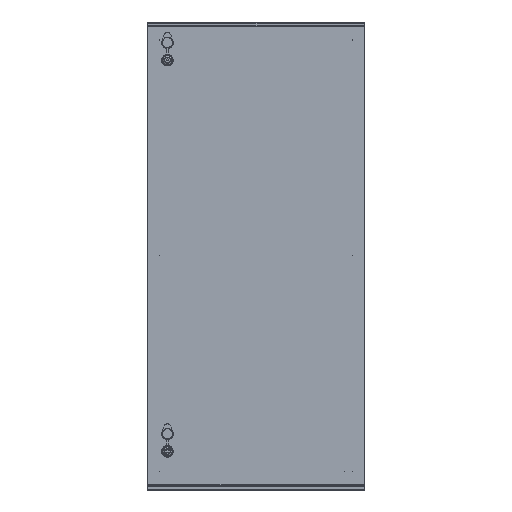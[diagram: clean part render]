
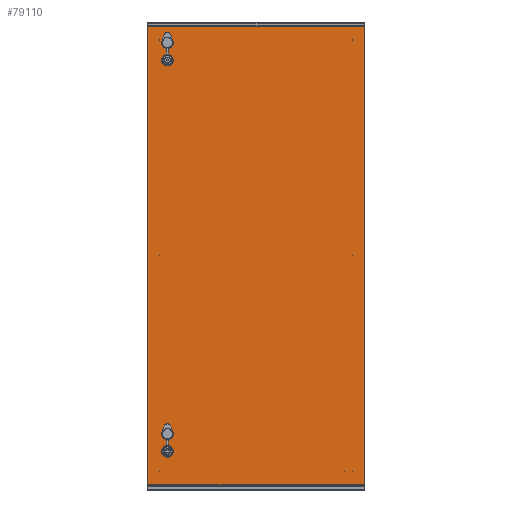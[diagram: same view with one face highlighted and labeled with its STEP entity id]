
A CAD part, top view. The second image highlights one B-rep face of the part: STEP entity #79110.
In plain terms, the highlighted planar face has unit normal (0, 0, 1).
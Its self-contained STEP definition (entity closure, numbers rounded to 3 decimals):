
#93 = DIRECTION ( 'NONE',  ( 0., 0., 1. ) ) ;
#1885 = CARTESIAN_POINT ( 'NONE',  ( -264.634, 585.5, 140.8 ) ) ;
#2068 = VECTOR ( 'NONE', #19873, 1000. ) ;
#2105 = DIRECTION ( 'NONE',  ( 0., 0., -1. ) ) ;
#2216 = DIRECTION ( 'NONE',  ( 0., -1., 0. ) ) ;
#2414 = ORIENTED_EDGE ( 'NONE', *, *, #94523, .F. ) ;
#2526 = EDGE_LOOP ( 'NONE', ( #105834 ) ) ;
#4462 = CARTESIAN_POINT ( 'NONE',  ( -289.034, -644.5, 140.8 ) ) ;
#5295 = ORIENTED_EDGE ( 'NONE', *, *, #56914, .F. ) ;
#5439 = ORIENTED_EDGE ( 'NONE', *, *, #52796, .F. ) ;
#5883 = VERTEX_POINT ( 'NONE', #41708 ) ;
#6680 = DIRECTION ( 'NONE',  ( -1., 0., 0. ) ) ;
#7027 = CARTESIAN_POINT ( 'NONE',  ( -289.534, 0.5, 140.8 ) ) ;
#7296 = VERTEX_POINT ( 'NONE', #66799 ) ;
#8265 = VERTEX_POINT ( 'NONE', #83300 ) ;
#8714 = CIRCLE ( 'NONE', #70024, 17.5 ) ;
#8984 = LINE ( 'NONE', #26029, #71109 ) ;
#10232 = EDGE_CURVE ( 'NONE', #63139, #63139, #8714, .T. ) ;
#10251 = FACE_BOUND ( 'NONE', #66246, .T. ) ;
#10385 = DIRECTION ( 'NONE',  ( 0., 1., 0. ) ) ;
#10635 = EDGE_CURVE ( 'NONE', #60551, #60551, #91960, .T. ) ;
#10651 = CIRCLE ( 'NONE', #73653, 0.5 ) ;
#11336 = CARTESIAN_POINT ( 'NONE',  ( 0.366, 685.5, 140.8 ) ) ;
#11646 = LINE ( 'NONE', #31383, #53959 ) ;
#12822 = CIRCLE ( 'NONE', #30195, 0.5 ) ;
#12838 = FACE_BOUND ( 'NONE', #25086, .T. ) ;
#12950 = DIRECTION ( 'NONE',  ( -1., 0., 0. ) ) ;
#15917 = AXIS2_PLACEMENT_3D ( 'NONE', #50740, #93, #59243 ) ;
#15985 = EDGE_CURVE ( 'NONE', #5883, #108799, #11646, .T. ) ;
#16392 = EDGE_CURVE ( 'NONE', #63039, #63039, #77770, .T. ) ;
#17245 = EDGE_CURVE ( 'NONE', #34716, #21150, #78903, .T. ) ;
#17394 = CARTESIAN_POINT ( 'NONE',  ( -264.634, -584.5, 140.8 ) ) ;
#17862 = DIRECTION ( 'NONE',  ( -1., 0., 0. ) ) ;
#18211 = CIRCLE ( 'NONE', #108092, 0.5 ) ;
#19873 = DIRECTION ( 'NONE',  ( 1., 0., 0. ) ) ;
#20244 = CARTESIAN_POINT ( 'NONE',  ( 288.466, 0.5, 140.8 ) ) ;
#20828 = VERTEX_POINT ( 'NONE', #20244 ) ;
#20914 = AXIS2_PLACEMENT_3D ( 'NONE', #60923, #2105, #61279 ) ;
#21150 = VERTEX_POINT ( 'NONE', #86138 ) ;
#23729 = VERTEX_POINT ( 'NONE', #7027 ) ;
#25086 = EDGE_LOOP ( 'NONE', ( #47962 ) ) ;
#25914 = DIRECTION ( 'NONE',  ( 0., 1., 0. ) ) ;
#26029 = CARTESIAN_POINT ( 'NONE',  ( 0.366, -684.5, 140.8 ) ) ;
#27955 = CARTESIAN_POINT ( 'NONE',  ( -289.034, 645.5, 140.8 ) ) ;
#28536 = EDGE_LOOP ( 'NONE', ( #48343 ) ) ;
#30195 = AXIS2_PLACEMENT_3D ( 'NONE', #4462, #63609, #12950 ) ;
#30370 = CARTESIAN_POINT ( 'NONE',  ( 288.966, 0.5, 140.8 ) ) ;
#30506 = EDGE_CURVE ( 'NONE', #97228, #97228, #12822, .T. ) ;
#30643 = EDGE_CURVE ( 'NONE', #7296, #7296, #72323, .T. ) ;
#31383 = CARTESIAN_POINT ( 'NONE',  ( -323.634, 0.5, 140.8 ) ) ;
#32796 = FACE_OUTER_BOUND ( 'NONE', #66190, .T. ) ;
#34072 = CARTESIAN_POINT ( 'NONE',  ( -264.634, -567., 140.8 ) ) ;
#34674 = DIRECTION ( 'NONE',  ( 0., 0., 1. ) ) ;
#34716 = VERTEX_POINT ( 'NONE', #88495 ) ;
#35449 = CARTESIAN_POINT ( 'NONE',  ( -289.034, 0.5, 140.8 ) ) ;
#36259 = CARTESIAN_POINT ( 'NONE',  ( -289.534, 645.5, 140.8 ) ) ;
#36477 = DIRECTION ( 'NONE',  ( -1., 0., 0. ) ) ;
#38014 = FACE_BOUND ( 'NONE', #2526, .T. ) ;
#38228 = CIRCLE ( 'NONE', #65221, 0.5 ) ;
#38360 = ORIENTED_EDGE ( 'NONE', *, *, #10232, .F. ) ;
#38835 = DIRECTION ( 'NONE',  ( -1., 0., 0. ) ) ;
#41708 = CARTESIAN_POINT ( 'NONE',  ( -323.634, -684.5, 140.8 ) ) ;
#43624 = ORIENTED_EDGE ( 'NONE', *, *, #17245, .F. ) ;
#43908 = DIRECTION ( 'NONE',  ( -1., 0., 0. ) ) ;
#44276 = PLANE ( 'NONE',  #20914 ) ;
#44379 = CARTESIAN_POINT ( 'NONE',  ( 324.366, 0.5, 140.8 ) ) ;
#45168 = CARTESIAN_POINT ( 'NONE',  ( 288.466, 645.5, 140.8 ) ) ;
#47026 = LINE ( 'NONE', #11336, #2068 ) ;
#47962 = ORIENTED_EDGE ( 'NONE', *, *, #67385, .F. ) ;
#48343 = ORIENTED_EDGE ( 'NONE', *, *, #16392, .F. ) ;
#49815 = CARTESIAN_POINT ( 'NONE',  ( -289.534, -644.5, 140.8 ) ) ;
#50740 = CARTESIAN_POINT ( 'NONE',  ( 288.966, 645.5, 140.8 ) ) ;
#51602 = CARTESIAN_POINT ( 'NONE',  ( -323.634, 685.5, 140.8 ) ) ;
#52796 = EDGE_CURVE ( 'NONE', #8265, #8265, #10651, .T. ) ;
#53959 = VECTOR ( 'NONE', #90456, 1000. ) ;
#54247 = VERTEX_POINT ( 'NONE', #45168 ) ;
#55164 = FACE_BOUND ( 'NONE', #28536, .T. ) ;
#56914 = EDGE_CURVE ( 'NONE', #108799, #34716, #47026, .T. ) ;
#57341 = DIRECTION ( 'NONE',  ( 0., 0., 1. ) ) ;
#57893 = FACE_BOUND ( 'NONE', #106920, .T. ) ;
#59243 = DIRECTION ( 'NONE',  ( -1., 0., 0. ) ) ;
#60551 = VERTEX_POINT ( 'NONE', #34072 ) ;
#60638 = ORIENTED_EDGE ( 'NONE', *, *, #93340, .F. ) ;
#60923 = CARTESIAN_POINT ( 'NONE',  ( 0.366, 0.5, 140.8 ) ) ;
#61054 = DIRECTION ( 'NONE',  ( 0., 0., 1. ) ) ;
#61279 = DIRECTION ( 'NONE',  ( -1., 0., 0. ) ) ;
#63039 = VERTEX_POINT ( 'NONE', #36259 ) ;
#63128 = FACE_BOUND ( 'NONE', #65950, .T. ) ;
#63139 = VERTEX_POINT ( 'NONE', #67650 ) ;
#63609 = DIRECTION ( 'NONE',  ( 0., 0., 1. ) ) ;
#64166 = AXIS2_PLACEMENT_3D ( 'NONE', #108010, #57341, #6680 ) ;
#65221 = AXIS2_PLACEMENT_3D ( 'NONE', #30370, #89444, #38835 ) ;
#65950 = EDGE_LOOP ( 'NONE', ( #60638 ) ) ;
#66190 = EDGE_LOOP ( 'NONE', ( #5295, #67579, #2414, #43624 ) ) ;
#66246 = EDGE_LOOP ( 'NONE', ( #91428 ) ) ;
#66799 = CARTESIAN_POINT ( 'NONE',  ( 288.466, -644.5, 140.8 ) ) ;
#67385 = EDGE_CURVE ( 'NONE', #54247, #54247, #81965, .T. ) ;
#67579 = ORIENTED_EDGE ( 'NONE', *, *, #15985, .F. ) ;
#67650 = CARTESIAN_POINT ( 'NONE',  ( -264.634, 603., 140.8 ) ) ;
#70024 = AXIS2_PLACEMENT_3D ( 'NONE', #1885, #61054, #10385 ) ;
#71109 = VECTOR ( 'NONE', #17862, 1000. ) ;
#71446 = ORIENTED_EDGE ( 'NONE', *, *, #30506, .F. ) ;
#72323 = CIRCLE ( 'NONE', #64166, 0.5 ) ;
#73653 = AXIS2_PLACEMENT_3D ( 'NONE', #85246, #34674, #93759 ) ;
#75560 = EDGE_LOOP ( 'NONE', ( #100985 ) ) ;
#76277 = VECTOR ( 'NONE', #2216, 1000. ) ;
#76516 = DIRECTION ( 'NONE',  ( 0., 0., 1. ) ) ;
#77705 = FACE_BOUND ( 'NONE', #75560, .T. ) ;
#77770 = CIRCLE ( 'NONE', #86692, 0.5 ) ;
#78236 = EDGE_LOOP ( 'NONE', ( #5439 ) ) ;
#78903 = LINE ( 'NONE', #44379, #76277 ) ;
#79055 = EDGE_CURVE ( 'NONE', #23729, #23729, #18211, .T. ) ;
#79110 = ADVANCED_FACE ( 'NONE', ( #57893, #102857, #12838, #63128, #38014, #100233, #77705, #55164, #32796, #10251 ), #44276, .F. ) ;
#81965 = CIRCLE ( 'NONE', #15917, 0.5 ) ;
#83300 = CARTESIAN_POINT ( 'NONE',  ( 263.866, -644.5, 140.8 ) ) ;
#84307 = EDGE_LOOP ( 'NONE', ( #71446 ) ) ;
#85246 = CARTESIAN_POINT ( 'NONE',  ( 264.366, -644.5, 140.8 ) ) ;
#86138 = CARTESIAN_POINT ( 'NONE',  ( 324.366, -684.5, 140.8 ) ) ;
#86692 = AXIS2_PLACEMENT_3D ( 'NONE', #27955, #87061, #36477 ) ;
#87061 = DIRECTION ( 'NONE',  ( 0., 0., 1. ) ) ;
#88495 = CARTESIAN_POINT ( 'NONE',  ( 324.366, 685.5, 140.8 ) ) ;
#89444 = DIRECTION ( 'NONE',  ( 0., 0., 1. ) ) ;
#90456 = DIRECTION ( 'NONE',  ( 0., 1., 0. ) ) ;
#90571 = AXIS2_PLACEMENT_3D ( 'NONE', #17394, #76516, #25914 ) ;
#91428 = ORIENTED_EDGE ( 'NONE', *, *, #10635, .F. ) ;
#91960 = CIRCLE ( 'NONE', #90571, 17.5 ) ;
#93340 = EDGE_CURVE ( 'NONE', #20828, #20828, #38228, .T. ) ;
#93759 = DIRECTION ( 'NONE',  ( -1., 0., 0. ) ) ;
#94523 = EDGE_CURVE ( 'NONE', #21150, #5883, #8984, .T. ) ;
#94554 = DIRECTION ( 'NONE',  ( 0., 0., 1. ) ) ;
#97228 = VERTEX_POINT ( 'NONE', #49815 ) ;
#100233 = FACE_BOUND ( 'NONE', #84307, .T. ) ;
#100985 = ORIENTED_EDGE ( 'NONE', *, *, #79055, .F. ) ;
#102857 = FACE_BOUND ( 'NONE', #78236, .T. ) ;
#105834 = ORIENTED_EDGE ( 'NONE', *, *, #30643, .F. ) ;
#106920 = EDGE_LOOP ( 'NONE', ( #38360 ) ) ;
#108010 = CARTESIAN_POINT ( 'NONE',  ( 288.966, -644.5, 140.8 ) ) ;
#108092 = AXIS2_PLACEMENT_3D ( 'NONE', #35449, #94554, #43908 ) ;
#108799 = VERTEX_POINT ( 'NONE', #51602 ) ;
